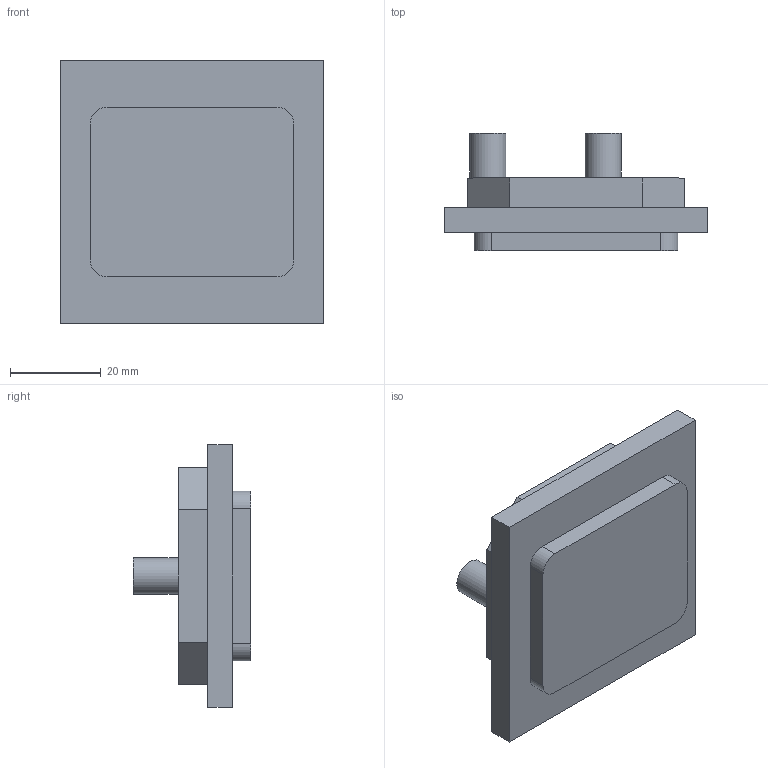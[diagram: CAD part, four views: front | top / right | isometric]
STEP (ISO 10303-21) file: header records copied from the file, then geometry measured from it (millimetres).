
FILE_DESCRIPTION( ( 'STEP Version 203' ), '1' );
FILE_NAME( 'CFD_Geo_STP.stp', '11/27/25 16:38:35', ( 'stolk' ), ( ' ' ), 'PSStep 21.0.47', 'FreeCAD STEP Output', ' ' );
FILE_SCHEMA( ( 'CONFIG_CONTROL_DESIGN' ) );
Length unit declared in the file: metre
Products named in the file (5): Cold_Plate; Porous Medium; FV_In; FV_Out; CPU
Bounding box: 58 x 25.9 x 58 mm (x, y, z)
Volume: 34766.6 mm3; surface area: 22700 mm2
Topology: 5 solids, 5 shells, 190 faces, 554 edges, 376 vertices
Faces by surface type: plane 138, bspline 31, cylinder 19, cone 2
Full cylindrical faces by diameter (mm): 8 x2
Entity records: 7905 total; most frequent: CARTESIAN_POINT 3042, ORIENTED_EDGE 1096, DIRECTION 799, EDGE_CURVE 548, VERTEX_POINT 374, LINE 365, VECTOR 365, AXIS2_PLACEMENT_3D 217
